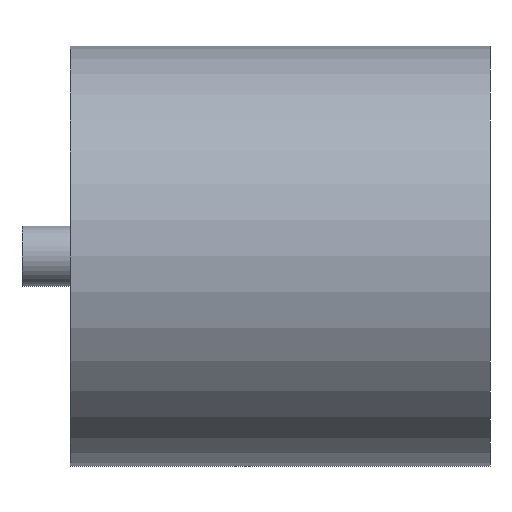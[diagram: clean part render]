
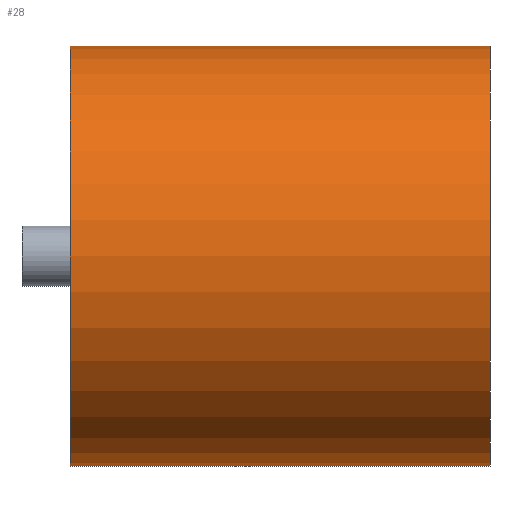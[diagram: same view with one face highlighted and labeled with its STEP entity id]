
A CAD part, front view. The second image highlights one B-rep face of the part: STEP entity #28.
In plain terms, the highlighted cylindrical face has radius 3.5 mm (diameter 7 mm), a partial arc.
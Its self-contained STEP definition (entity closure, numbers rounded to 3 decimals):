
#28 = ADVANCED_FACE ( 'NONE', ( #1881 ), #2744, .T. ) ;
#83 = AXIS2_PLACEMENT_3D ( 'NONE', #2732, #2705, #1418 ) ;
#171 = CIRCLE ( 'NONE', #2155, 3.5 ) ;
#242 = CARTESIAN_POINT ( 'NONE',  ( 0.8, 0., -3.5 ) ) ;
#260 = CIRCLE ( 'NONE', #847, 3.5 ) ;
#364 = CARTESIAN_POINT ( 'NONE',  ( 0., 0., -3.5 ) ) ;
#421 = ORIENTED_EDGE ( 'NONE', *, *, #1116, .T. ) ;
#512 = CARTESIAN_POINT ( 'NONE',  ( 0.8, 0., 0. ) ) ;
#699 = DIRECTION ( 'NONE',  ( -1., 0., 0. ) ) ;
#754 = LINE ( 'NONE', #2253, #2328 ) ;
#790 = LINE ( 'NONE', #364, #1623 ) ;
#847 = AXIS2_PLACEMENT_3D ( 'NONE', #1793, #699, #1584 ) ;
#854 = EDGE_CURVE ( 'NONE', #1676, #977, #754, .T. ) ;
#977 = VERTEX_POINT ( 'NONE', #2581 ) ;
#995 = ORIENTED_EDGE ( 'NONE', *, *, #1778, .T. ) ;
#1100 = EDGE_LOOP ( 'NONE', ( #2422, #421, #1771, #995 ) ) ;
#1116 = EDGE_CURVE ( 'NONE', #1676, #2787, #171, .T. ) ;
#1269 = VERTEX_POINT ( 'NONE', #1883 ) ;
#1380 = DIRECTION ( 'NONE',  ( 1., 0., 0. ) ) ;
#1418 = DIRECTION ( 'NONE',  ( 0., 0., -1. ) ) ;
#1501 = EDGE_CURVE ( 'NONE', #2787, #1269, #790, .T. ) ;
#1584 = DIRECTION ( 'NONE',  ( 0., 0., -1. ) ) ;
#1623 = VECTOR ( 'NONE', #2049, 1000. ) ;
#1676 = VERTEX_POINT ( 'NONE', #2628 ) ;
#1771 = ORIENTED_EDGE ( 'NONE', *, *, #1501, .T. ) ;
#1778 = EDGE_CURVE ( 'NONE', #1269, #977, #260, .T. ) ;
#1793 = CARTESIAN_POINT ( 'NONE',  ( 7.8, 0., 0. ) ) ;
#1881 = FACE_OUTER_BOUND ( 'NONE', #1100, .T. ) ;
#1883 = CARTESIAN_POINT ( 'NONE',  ( 7.8, 0., -3.5 ) ) ;
#2022 = DIRECTION ( 'NONE',  ( 1., 0., 0. ) ) ;
#2049 = DIRECTION ( 'NONE',  ( 1., 0., 0. ) ) ;
#2052 = DIRECTION ( 'NONE',  ( 0., 0., -1. ) ) ;
#2155 = AXIS2_PLACEMENT_3D ( 'NONE', #512, #2022, #2052 ) ;
#2253 = CARTESIAN_POINT ( 'NONE',  ( 0., 0., 3.5 ) ) ;
#2328 = VECTOR ( 'NONE', #1380, 1000. ) ;
#2422 = ORIENTED_EDGE ( 'NONE', *, *, #854, .F. ) ;
#2581 = CARTESIAN_POINT ( 'NONE',  ( 7.8, 0., 3.5 ) ) ;
#2628 = CARTESIAN_POINT ( 'NONE',  ( 0.8, 0., 3.5 ) ) ;
#2705 = DIRECTION ( 'NONE',  ( 1., 0., 0. ) ) ;
#2732 = CARTESIAN_POINT ( 'NONE',  ( 0., 0., 0. ) ) ;
#2744 = CYLINDRICAL_SURFACE ( 'NONE', #83, 3.5 ) ;
#2787 = VERTEX_POINT ( 'NONE', #242 ) ;
